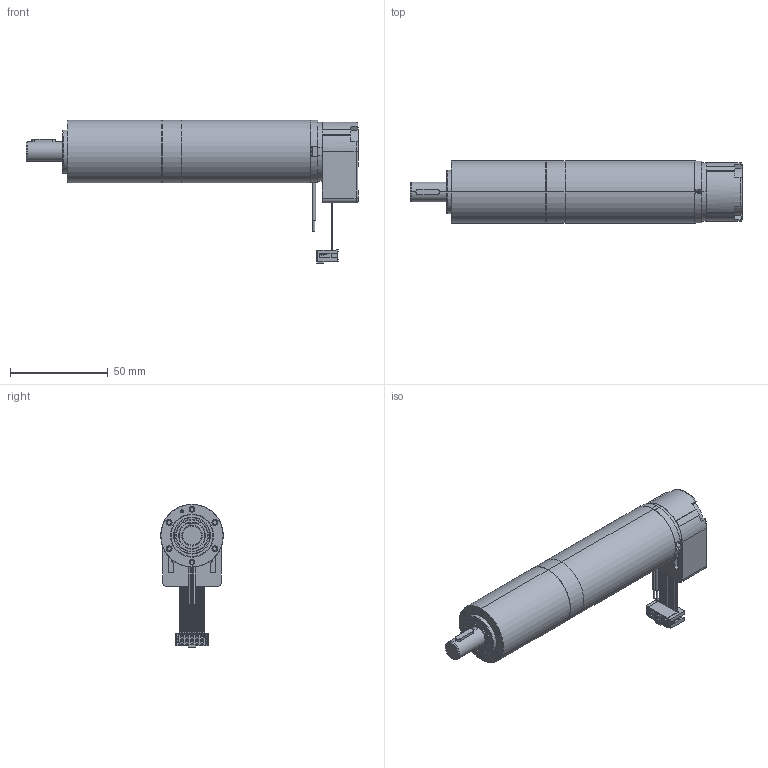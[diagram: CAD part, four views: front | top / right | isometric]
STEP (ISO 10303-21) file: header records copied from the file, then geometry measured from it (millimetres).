
FILE_DESCRIPTION(('STEP AP214'),'1');
FILE_NAME('cctmp_542AB1A9-807C-4A0B-831D-264575C5B12B_2022_3_3_1_21_7_530..stp','2022-03-03T00:21:09',('maxon motor ag'),('CADClick - www.CADClick.com'),'Spatial InterOp 3D',' ','unknown authorization');
FILE_SCHEMA(('AUTOMOTIVE_DESIGN'));
Length unit declared in the file: millimetre
Products named in the file (12): 0
Assembly tree (11 placements, depth 2):
  (unnamed)
    0
    0
    0
    0
    0
    0
    0
    0
    0
    0
    0
Bounding box: 169.4 x 32 x 73.2 mm (x, y, z)
Volume: 66940.5 mm3; surface area: 42320.9 mm2
Topology: 16 solids, 16 shells, 1620 faces, 4426 edges, 2841 vertices
Faces by surface type: plane 1160, cylinder 229, cone 204, torus 27
Entity records: 64536 total; most frequent: CARTESIAN_POINT 9225, ORIENTED_EDGE 8848, DIRECTION 8425, EDGE_CURVE 4424, LINE 3647, VECTOR 3647, VERTEX_POINT 2841, AXIS2_PLACEMENT_3D 2389
